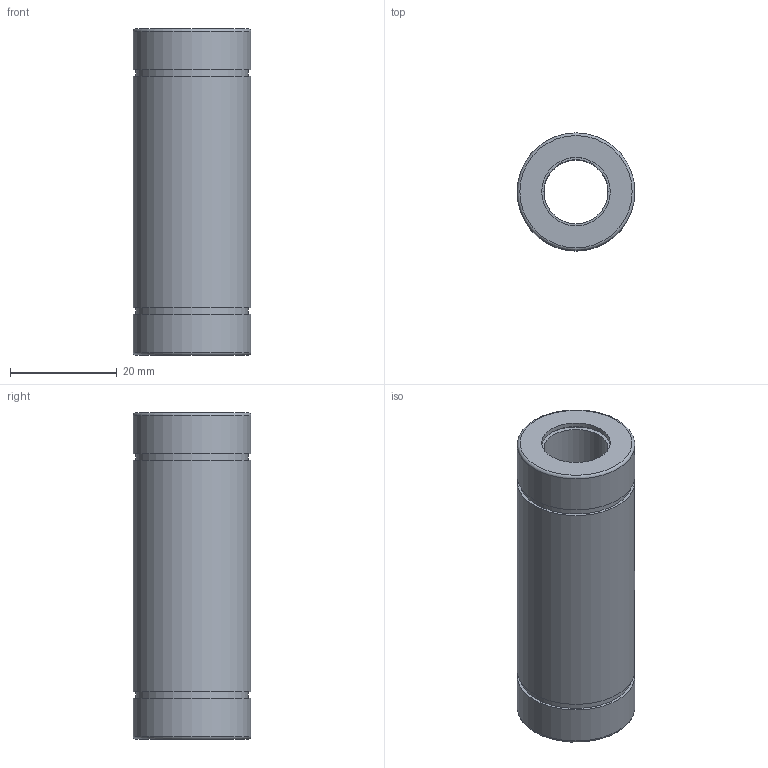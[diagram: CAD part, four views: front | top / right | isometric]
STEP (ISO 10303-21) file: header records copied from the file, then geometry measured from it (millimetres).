
FILE_DESCRIPTION(/* description */ ('STEP AP203'),/* implementation_level */ '2;1');
FILE_NAME(/* name */ 'LME12LUU',/* time_stamp */ '2022-07-21T08:47:18+02:00',/* author */ ('License CC BY-ND 4.0'),/* organization */ ('CADENAS'),/* preprocessor_version */ 'ST-DEVELOPER v18.102',/* originating_system */ 'PARTsolutions',/* authorisation */ ' ');
FILE_SCHEMA (('CONFIG_CONTROL_DESIGN'));
Length unit declared in the file: millimetre
Products named in the file (1): LME12LUU
Bounding box: 22 x 22 x 61 mm (x, y, z)
Volume: 16143.3 mm3; surface area: 7221.2 mm2
Topology: 1 solids, 1 shells, 22 faces, 35 edges, 23 vertices
Faces by surface type: cylinder 10, plane 10, torus 2
Full cylindrical faces by diameter (mm): 12 x1, 12.8 x2, 13.6 x2, 21 x2, 22 x3
Entity records: 478 total; most frequent: DIRECTION 90, CARTESIAN_POINT 67, AXIS2_PLACEMENT_3D 45, ORIENTED_EDGE 44, EDGE_LOOP 44, FACE_BOUND 44, EDGE_CURVE 22, VERTEX_POINT 22
